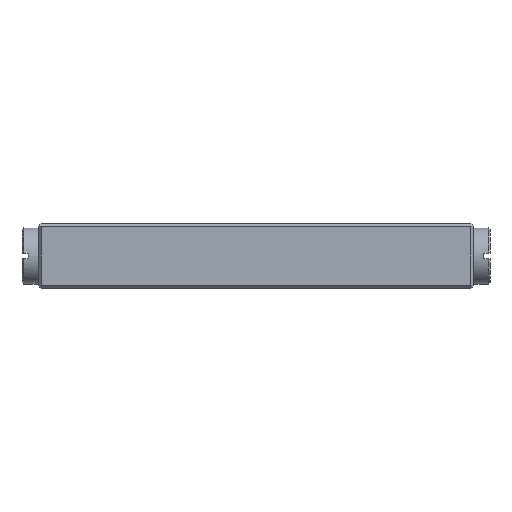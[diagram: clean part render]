
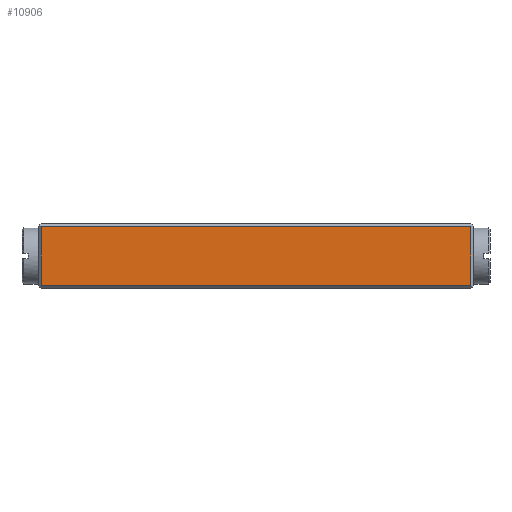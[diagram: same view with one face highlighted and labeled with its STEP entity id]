
A CAD part, front view. The second image highlights one B-rep face of the part: STEP entity #10906.
In plain terms, the highlighted planar face has unit normal (0, -1, 0).
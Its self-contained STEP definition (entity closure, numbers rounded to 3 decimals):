
#9095=FACE_OUTER_BOUND('',#16252,.T.);
#10906=ADVANCED_FACE('',(#9095),#12922,.T.);
#12922=PLANE('',#44259);
#16252=EDGE_LOOP('',(#18837,#18838,#18839,#18840));
#18837=ORIENTED_EDGE('',*,*,#32325,.T.);
#18838=ORIENTED_EDGE('',*,*,#32326,.T.);
#18839=ORIENTED_EDGE('',*,*,#32327,.T.);
#18840=ORIENTED_EDGE('',*,*,#32328,.T.);
#28933=VERTEX_POINT('',#55653);
#28934=VERTEX_POINT('',#55654);
#28935=VERTEX_POINT('',#55656);
#28936=VERTEX_POINT('',#55658);
#32325=EDGE_CURVE('',#28933,#28934,#37285,.T.);
#32326=EDGE_CURVE('',#28934,#28935,#37286,.T.);
#32327=EDGE_CURVE('',#28935,#28936,#37287,.T.);
#32328=EDGE_CURVE('',#28936,#28933,#37288,.T.);
#37285=LINE('',#55652,#40853);
#37286=LINE('',#55655,#40854);
#37287=LINE('',#55657,#40855);
#37288=LINE('',#55659,#40856);
#40853=VECTOR('',#46800,1.);
#40854=VECTOR('',#46801,1.);
#40855=VECTOR('',#46802,1.);
#40856=VECTOR('',#46803,1.);
#44259=AXIS2_PLACEMENT_3D('',#55660,#46804,#46805);
#46800=DIRECTION('',(-1.,0.,0.));
#46801=DIRECTION('',(0.,0.,-1.));
#46802=DIRECTION('',(1.,0.,0.));
#46803=DIRECTION('',(0.,0.,1.));
#46804=DIRECTION('',(0.,-1.,0.));
#46805=DIRECTION('',(0.,0.,1.));
#55652=CARTESIAN_POINT('',(0.,-40.,14.25));
#55653=CARTESIAN_POINT('',(49.275,-40.,14.25));
#55654=CARTESIAN_POINT('',(-49.275,-40.,14.25));
#55655=CARTESIAN_POINT('',(-49.275,-40.,0.));
#55656=CARTESIAN_POINT('',(-49.275,-40.,0.75));
#55657=CARTESIAN_POINT('',(0.,-40.,0.75));
#55658=CARTESIAN_POINT('',(49.275,-40.,0.75));
#55659=CARTESIAN_POINT('',(49.275,-40.,0.));
#55660=CARTESIAN_POINT('',(0.,-40.,0.));
